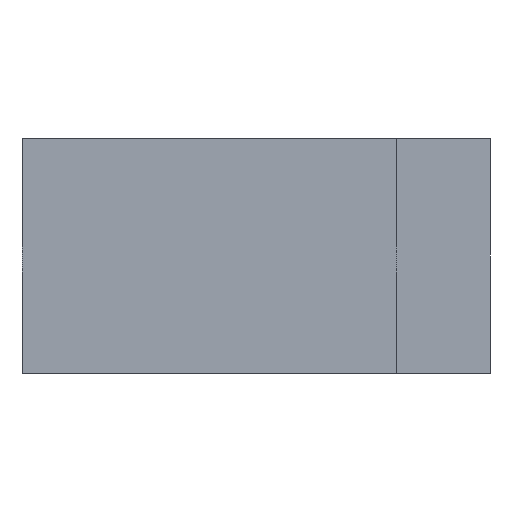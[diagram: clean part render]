
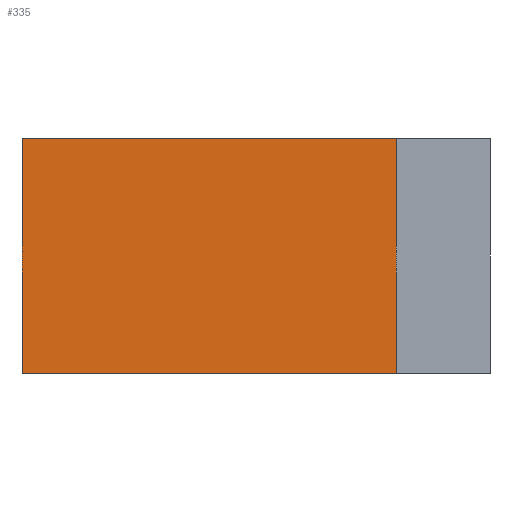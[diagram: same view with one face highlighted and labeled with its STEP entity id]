
A CAD part, front view. The second image highlights one B-rep face of the part: STEP entity #335.
In plain terms, the highlighted planar face has unit normal (0, -1, 0).
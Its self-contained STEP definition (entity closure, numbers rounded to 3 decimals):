
#18 = LINE ( 'NONE', #27, #42 ) ;
#26 = VERTEX_POINT ( 'NONE', #135 ) ;
#27 = CARTESIAN_POINT ( 'NONE',  ( -8., 0., 5. ) ) ;
#42 = VECTOR ( 'NONE', #203, 1000. ) ;
#54 = LINE ( 'NONE', #316, #218 ) ;
#63 = CARTESIAN_POINT ( 'NONE',  ( -8., 0., 5. ) ) ;
#69 = EDGE_CURVE ( 'NONE', #384, #79, #54, .T. ) ;
#79 = VERTEX_POINT ( 'NONE', #88 ) ;
#88 = CARTESIAN_POINT ( 'NONE',  ( 0., 0., 0. ) ) ;
#96 = DIRECTION ( 'NONE',  ( 0., 0., 1. ) ) ;
#100 = VECTOR ( 'NONE', #272, 1000. ) ;
#120 = CARTESIAN_POINT ( 'NONE',  ( -8., 0., 5. ) ) ;
#124 = ORIENTED_EDGE ( 'NONE', *, *, #190, .F. ) ;
#135 = CARTESIAN_POINT ( 'NONE',  ( -8., 0., 5. ) ) ;
#138 = DIRECTION ( 'NONE',  ( 1., 0., 0. ) ) ;
#143 = AXIS2_PLACEMENT_3D ( 'NONE', #63, #369, #96 ) ;
#154 = EDGE_LOOP ( 'NONE', ( #165, #303, #124, #208 ) ) ;
#161 = LINE ( 'NONE', #344, #100 ) ;
#165 = ORIENTED_EDGE ( 'NONE', *, *, #69, .T. ) ;
#169 = VERTEX_POINT ( 'NONE', #225 ) ;
#190 = EDGE_CURVE ( 'NONE', #26, #169, #363, .T. ) ;
#203 = DIRECTION ( 'NONE',  ( 0., 0., -1. ) ) ;
#208 = ORIENTED_EDGE ( 'NONE', *, *, #251, .T. ) ;
#218 = VECTOR ( 'NONE', #138, 1000. ) ;
#225 = CARTESIAN_POINT ( 'NONE',  ( 0., 0., 5. ) ) ;
#230 = VECTOR ( 'NONE', #356, 1000. ) ;
#247 = FACE_OUTER_BOUND ( 'NONE', #154, .T. ) ;
#251 = EDGE_CURVE ( 'NONE', #26, #384, #18, .T. ) ;
#272 = DIRECTION ( 'NONE',  ( 0., 0., -1. ) ) ;
#303 = ORIENTED_EDGE ( 'NONE', *, *, #305, .F. ) ;
#305 = EDGE_CURVE ( 'NONE', #169, #79, #161, .T. ) ;
#309 = CARTESIAN_POINT ( 'NONE',  ( -8., 0., 0. ) ) ;
#316 = CARTESIAN_POINT ( 'NONE',  ( -8., 0., 0. ) ) ;
#335 = ADVANCED_FACE ( 'NONE', ( #247 ), #368, .F. ) ;
#344 = CARTESIAN_POINT ( 'NONE',  ( 0., 0., 5. ) ) ;
#356 = DIRECTION ( 'NONE',  ( 1., 0., 0. ) ) ;
#363 = LINE ( 'NONE', #120, #230 ) ;
#368 = PLANE ( 'NONE',  #143 ) ;
#369 = DIRECTION ( 'NONE',  ( 0., 1., 0. ) ) ;
#384 = VERTEX_POINT ( 'NONE', #309 ) ;
